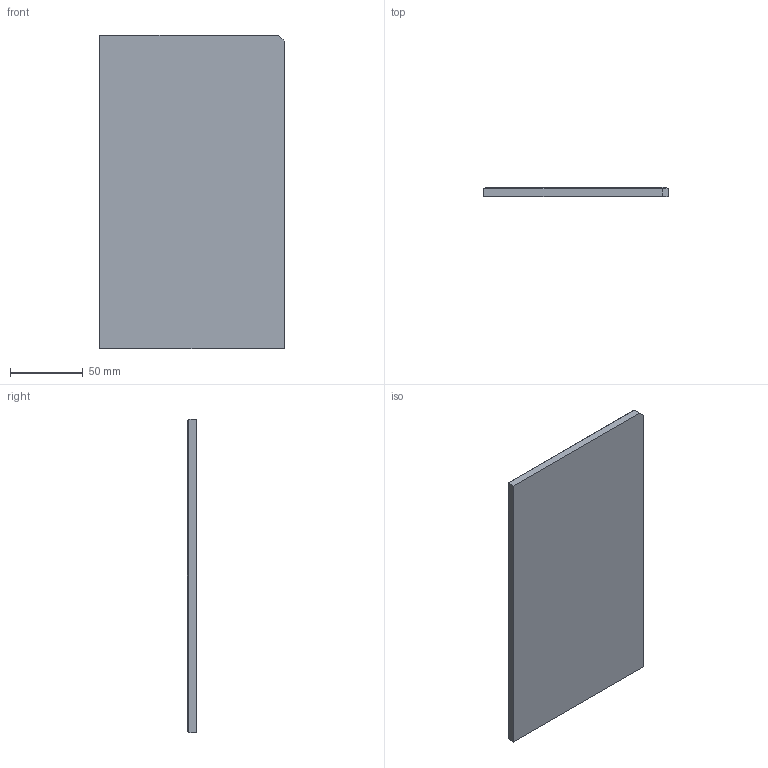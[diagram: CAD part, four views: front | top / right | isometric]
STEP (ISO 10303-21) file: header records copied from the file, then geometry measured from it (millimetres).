
FILE_DESCRIPTION(/* description */ (''),/* implementation_level */ '2;1');
FILE_NAME(/* name */ 'Glue Reservoir Plate - V2.stp',/* time_stamp */ '2022-02-14T15:37:12-06:00',/* author */ ('Caleb'),/* organization */ (''),/* preprocessor_version */ 'ST-DEVELOPER v18.1',/* originating_system */ 'Autodesk Inventor 2022',/* authorisation */ '');
FILE_SCHEMA (('AUTOMOTIVE_DESIGN { 1 0 10303 214 3 1 1 }'));
Length unit declared in the file: millimetre
Products named in the file (1): Assembly Plate
Bounding box: 127 x 6.35 x 215.9 mm (x, y, z)
Volume: 170042.7 mm3; surface area: 59065.1 mm2
Topology: 1 solids, 1 shells, 84 faces, 217 edges, 143 vertices
Faces by surface type: plane 52, cylinder 32
Entity records: 2606 total; most frequent: DIRECTION 451, CARTESIAN_POINT 445, ORIENTED_EDGE 434, EDGE_CURVE 217, LINE 153, VECTOR 153, AXIS2_PLACEMENT_3D 149, VERTEX_POINT 143
